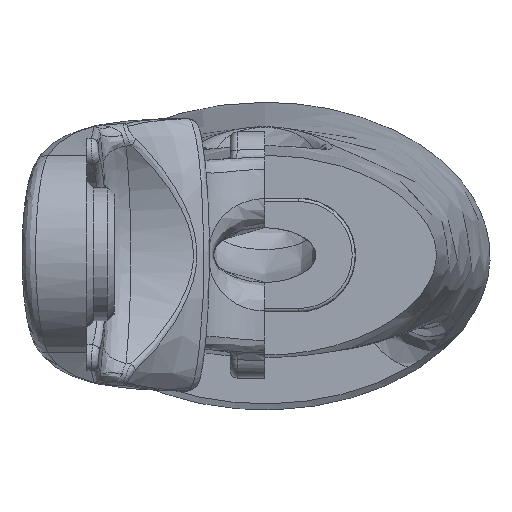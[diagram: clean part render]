
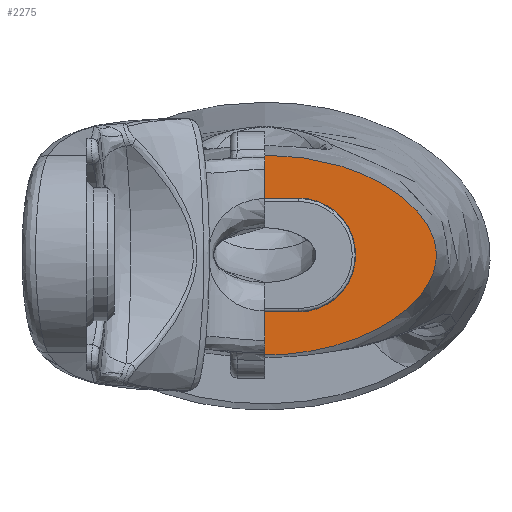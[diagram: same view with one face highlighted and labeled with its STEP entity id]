
A CAD part, top view. The second image highlights one B-rep face of the part: STEP entity #2275.
In plain terms, the highlighted planar face has unit normal (0, 0, 1).
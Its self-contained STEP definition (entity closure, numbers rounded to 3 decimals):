
#233=B_SPLINE_CURVE_WITH_KNOTS('',3,(#3172,#3173,#3174,#3175,#3176,#3177,
#3178,#3179,#3180,#3181,#3182,#3183,#3184,#3185,#3186,#3187,#3188,#3189,
#3190,#3191,#3192,#3193,#3194,#3195,#3196,#3197,#3198,#3199,#3200,#3201,
#3202,#3203,#3204,#3205),.UNSPECIFIED.,.F.,.F.,(4,3,3,3,3,3,3,3,3,3,3,4),
(-8.653,-7.424,-6.195,-5.581,
-4.966,-4.352,-3.737,-3.123,
-2.508,-1.279,-0.869,-0.05),
 .UNSPECIFIED.);
#428=LINE('',#3102,#470);
#431=LINE('',#3110,#473);
#434=LINE('',#3167,#476);
#435=LINE('',#3206,#477);
#470=VECTOR('',#2668,10.);
#473=VECTOR('',#2677,10.);
#476=VECTOR('',#2686,10.);
#477=VECTOR('',#2691,10.);
#556=FACE_OUTER_BOUND('',#699,.T.);
#699=EDGE_LOOP('',(#1592,#1593,#1594,#1595,#1596,#1597));
#854=CIRCLE('',#2446,5.867);
#988=VERTEX_POINT('',#3099);
#989=VERTEX_POINT('',#3101);
#990=VERTEX_POINT('',#3105);
#991=VERTEX_POINT('',#3109);
#1000=VERTEX_POINT('',#3162);
#1002=VERTEX_POINT('',#3171);
#1210=EDGE_CURVE('',#989,#988,#428,.T.);
#1212=EDGE_CURVE('',#990,#989,#854,.T.);
#1214=EDGE_CURVE('',#991,#990,#431,.T.);
#1225=EDGE_CURVE('',#1000,#988,#434,.T.);
#1227=EDGE_CURVE('',#1002,#1000,#233,.T.);
#1228=EDGE_CURVE('',#991,#1002,#435,.T.);
#1592=ORIENTED_EDGE('',*,*,#1210,.T.);
#1593=ORIENTED_EDGE('',*,*,#1225,.F.);
#1594=ORIENTED_EDGE('',*,*,#1227,.F.);
#1595=ORIENTED_EDGE('',*,*,#1228,.F.);
#1596=ORIENTED_EDGE('',*,*,#1214,.T.);
#1597=ORIENTED_EDGE('',*,*,#1212,.T.);
#2252=PLANE('',#2452);
#2275=ADVANCED_FACE('',(#556),#2252,.F.);
#2446=AXIS2_PLACEMENT_3D('',#3106,#2672,#2673);
#2452=AXIS2_PLACEMENT_3D('',#3170,#2689,#2690);
#2668=DIRECTION('',(-1.,0.,0.));
#2672=DIRECTION('center_axis',(0.,0.,-1.));
#2673=DIRECTION('ref_axis',(0.,1.,0.));
#2677=DIRECTION('',(1.,0.,0.));
#2686=DIRECTION('',(0.,1.,0.));
#2689=DIRECTION('center_axis',(0.,0.,-1.));
#2690=DIRECTION('ref_axis',(1.,0.,0.));
#2691=DIRECTION('',(0.,1.,0.));
#3099=CARTESIAN_POINT('',(0.,-5.867,90.));
#3101=CARTESIAN_POINT('',(5.,-5.867,90.));
#3102=CARTESIAN_POINT('',(2.5,-5.867,90.));
#3105=CARTESIAN_POINT('',(5.,5.867,90.));
#3106=CARTESIAN_POINT('Origin',(5.,0.,90.));
#3109=CARTESIAN_POINT('',(0.,5.867,90.));
#3110=CARTESIAN_POINT('',(0.,5.867,90.));
#3162=CARTESIAN_POINT('',(0.,-14.626,90.));
#3167=CARTESIAN_POINT('',(0.,0.,90.));
#3170=CARTESIAN_POINT('Origin',(0.,0.,90.));
#3171=CARTESIAN_POINT('',(0.,14.626,90.));
#3172=CARTESIAN_POINT('Ctrl Pts',(0.,14.628,
90.));
#3173=CARTESIAN_POINT('Ctrl Pts',(4.134,14.628,90.));
#3174=CARTESIAN_POINT('Ctrl Pts',(8.269,13.975,90.));
#3175=CARTESIAN_POINT('Ctrl Pts',(11.863,12.793,90.));
#3176=CARTESIAN_POINT('Ctrl Pts',(15.458,11.611,90.));
#3177=CARTESIAN_POINT('Ctrl Pts',(18.513,9.899,90.));
#3178=CARTESIAN_POINT('Ctrl Pts',(20.687,8.045,90.));
#3179=CARTESIAN_POINT('Ctrl Pts',(21.773,7.118,90.));
#3180=CARTESIAN_POINT('Ctrl Pts',(22.64,6.156,90.));
#3181=CARTESIAN_POINT('Ctrl Pts',(23.3,5.219,90.));
#3182=CARTESIAN_POINT('Ctrl Pts',(23.961,4.282,90.));
#3183=CARTESIAN_POINT('Ctrl Pts',(24.416,3.372,90.));
#3184=CARTESIAN_POINT('Ctrl Pts',(24.707,2.506,90.));
#3185=CARTESIAN_POINT('Ctrl Pts',(24.998,1.641,90.));
#3186=CARTESIAN_POINT('Ctrl Pts',(25.125,0.821,90.));
#3187=CARTESIAN_POINT('Ctrl Pts',(25.125,0.,
90.));
#3188=CARTESIAN_POINT('Ctrl Pts',(25.125,-0.82,90.));
#3189=CARTESIAN_POINT('Ctrl Pts',(24.997,-1.641,90.));
#3190=CARTESIAN_POINT('Ctrl Pts',(24.706,-2.506,90.));
#3191=CARTESIAN_POINT('Ctrl Pts',(24.415,-3.371,90.));
#3192=CARTESIAN_POINT('Ctrl Pts',(23.959,-4.281,90.));
#3193=CARTESIAN_POINT('Ctrl Pts',(23.299,-5.218,90.));
#3194=CARTESIAN_POINT('Ctrl Pts',(22.638,-6.154,90.));
#3195=CARTESIAN_POINT('Ctrl Pts',(21.772,-7.119,90.));
#3196=CARTESIAN_POINT('Ctrl Pts',(20.686,-8.046,90.));
#3197=CARTESIAN_POINT('Ctrl Pts',(18.514,-9.9,90.));
#3198=CARTESIAN_POINT('Ctrl Pts',(15.461,-11.607,90.));
#3199=CARTESIAN_POINT('Ctrl Pts',(11.864,-12.792,90.));
#3200=CARTESIAN_POINT('Ctrl Pts',(10.666,-13.188,90.));
#3201=CARTESIAN_POINT('Ctrl Pts',(9.406,-13.525,90.));
#3202=CARTESIAN_POINT('Ctrl Pts',(8.107,-13.797,90.));
#3203=CARTESIAN_POINT('Ctrl Pts',(5.51,-14.341,90.));
#3204=CARTESIAN_POINT('Ctrl Pts',(2.755,-14.621,90.));
#3205=CARTESIAN_POINT('Ctrl Pts',(0.,-14.625,
90.));
#3206=CARTESIAN_POINT('',(0.,0.,90.));
